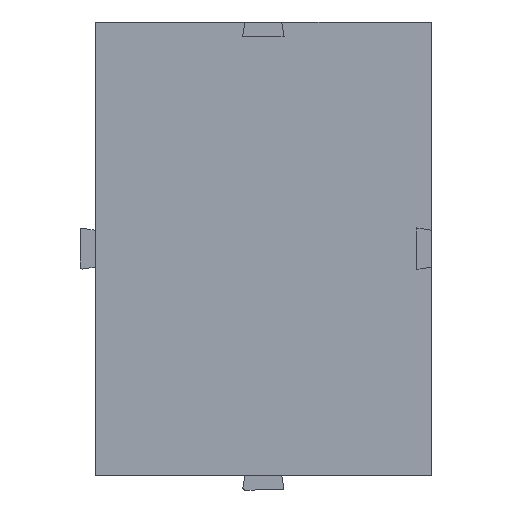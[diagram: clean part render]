
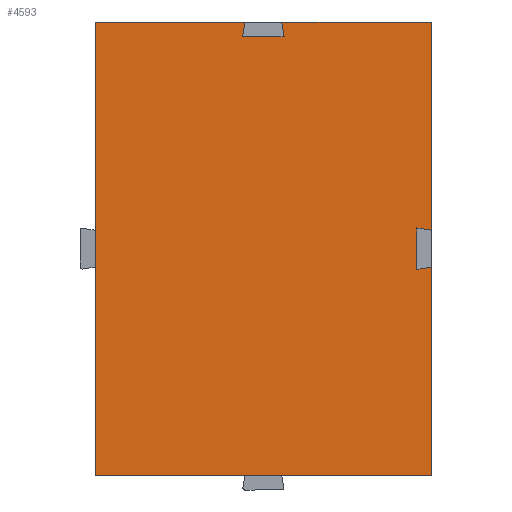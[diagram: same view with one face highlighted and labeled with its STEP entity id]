
A CAD part, front view. The second image highlights one B-rep face of the part: STEP entity #4593.
In plain terms, the highlighted planar face has unit normal (0, -1, 0).
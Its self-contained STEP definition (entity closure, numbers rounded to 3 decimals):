
#192 = DIRECTION ( 'NONE',  ( 1., 0., 0. ) ) ;
#1447 = FACE_OUTER_BOUND ( 'NONE', #34480, .T. ) ;
#1949 = CARTESIAN_POINT ( 'NONE',  ( -17.25, -4.5, -23.25 ) ) ;
#1966 = ORIENTED_EDGE ( 'NONE', *, *, #17294, .T. ) ;
#2459 = CARTESIAN_POINT ( 'NONE',  ( 17.25, -4.5, 1.9 ) ) ;
#3875 = DIRECTION ( 'NONE',  ( 0., 0., -1. ) ) ;
#4096 = LINE ( 'NONE', #20303, #28291 ) ;
#4233 = DIRECTION ( 'NONE',  ( 0.148, 0., -0.989 ) ) ;
#4593 = ADVANCED_FACE ( 'NONE', ( #1447 ), #30079, .F. ) ;
#4936 = CARTESIAN_POINT ( 'NONE',  ( 17.25, -4.5, -1.9 ) ) ;
#4964 = ORIENTED_EDGE ( 'NONE', *, *, #10396, .T. ) ;
#5824 = CARTESIAN_POINT ( 'NONE',  ( 15.75, -4.5, 2.125 ) ) ;
#6030 = CARTESIAN_POINT ( 'NONE',  ( 17.25, -4.5, 23.25 ) ) ;
#6298 = ORIENTED_EDGE ( 'NONE', *, *, #39180, .F. ) ;
#7337 = DIRECTION ( 'NONE',  ( 0., 1., 0. ) ) ;
#7632 = CARTESIAN_POINT ( 'NONE',  ( -17.25, -4.5, 23.25 ) ) ;
#8932 = CARTESIAN_POINT ( 'NONE',  ( 1.9, -4.5, 23.25 ) ) ;
#9377 = EDGE_CURVE ( 'NONE', #14895, #16334, #33776, .T. ) ;
#10338 = DIRECTION ( 'NONE',  ( 1., 0., 0. ) ) ;
#10396 = EDGE_CURVE ( 'NONE', #25266, #26138, #41245, .T. ) ;
#10550 = CARTESIAN_POINT ( 'NONE',  ( 1.9, -4.5, 23.25 ) ) ;
#10602 = VERTEX_POINT ( 'NONE', #8932 ) ;
#11808 = VERTEX_POINT ( 'NONE', #2459 ) ;
#11878 = CARTESIAN_POINT ( 'NONE',  ( 17.25, -4.5, -1.9 ) ) ;
#12124 = DIRECTION ( 'NONE',  ( -1., 0., 0. ) ) ;
#12239 = VECTOR ( 'NONE', #27422, 1000. ) ;
#12844 = ORIENTED_EDGE ( 'NONE', *, *, #29575, .T. ) ;
#13233 = AXIS2_PLACEMENT_3D ( 'NONE', #13654, #7337, #14294 ) ;
#13654 = CARTESIAN_POINT ( 'NONE',  ( 0., -4.5, 0. ) ) ;
#14294 = DIRECTION ( 'NONE',  ( 0., 0., 1. ) ) ;
#14512 = EDGE_CURVE ( 'NONE', #18890, #19285, #25579, .T. ) ;
#14605 = ORIENTED_EDGE ( 'NONE', *, *, #36696, .F. ) ;
#14710 = EDGE_CURVE ( 'NONE', #27883, #11808, #4096, .T. ) ;
#14895 = VERTEX_POINT ( 'NONE', #11878 ) ;
#15232 = VERTEX_POINT ( 'NONE', #7632 ) ;
#15766 = LINE ( 'NONE', #41470, #32562 ) ;
#16214 = VECTOR ( 'NONE', #192, 1000. ) ;
#16334 = VERTEX_POINT ( 'NONE', #17364 ) ;
#16932 = DIRECTION ( 'NONE',  ( 0., 0., -1. ) ) ;
#16990 = VECTOR ( 'NONE', #10338, 1000. ) ;
#17294 = EDGE_CURVE ( 'NONE', #34153, #11808, #21612, .T. ) ;
#17364 = CARTESIAN_POINT ( 'NONE',  ( 15.75, -4.5, -2.125 ) ) ;
#17373 = CARTESIAN_POINT ( 'NONE',  ( 2.125, -4.5, 21.75 ) ) ;
#17446 = ORIENTED_EDGE ( 'NONE', *, *, #34441, .F. ) ;
#17764 = DIRECTION ( 'NONE',  ( -0.989, 0., -0.148 ) ) ;
#18089 = EDGE_CURVE ( 'NONE', #16334, #34153, #40485, .T. ) ;
#18890 = VERTEX_POINT ( 'NONE', #24316 ) ;
#18892 = CARTESIAN_POINT ( 'NONE',  ( 1.893, -4.5, 21.75 ) ) ;
#19285 = VERTEX_POINT ( 'NONE', #1949 ) ;
#19792 = CARTESIAN_POINT ( 'NONE',  ( 17.25, -4.5, 23.25 ) ) ;
#19965 = LINE ( 'NONE', #32814, #16214 ) ;
#20205 = LINE ( 'NONE', #19792, #16990 ) ;
#20303 = CARTESIAN_POINT ( 'NONE',  ( 17.25, -4.5, 23.25 ) ) ;
#20351 = VECTOR ( 'NONE', #30605, 1000. ) ;
#21612 = LINE ( 'NONE', #5824, #29620 ) ;
#22268 = DIRECTION ( 'NONE',  ( -1., 0., 0. ) ) ;
#23031 = LINE ( 'NONE', #39032, #31694 ) ;
#23575 = ORIENTED_EDGE ( 'NONE', *, *, #14512, .F. ) ;
#24211 = CARTESIAN_POINT ( 'NONE',  ( -2.125, -4.5, 21.75 ) ) ;
#24316 = CARTESIAN_POINT ( 'NONE',  ( 17.25, -4.5, -23.25 ) ) ;
#24483 = VECTOR ( 'NONE', #4233, 1000. ) ;
#25266 = VERTEX_POINT ( 'NONE', #17373 ) ;
#25579 = LINE ( 'NONE', #28742, #29644 ) ;
#26138 = VERTEX_POINT ( 'NONE', #24211 ) ;
#26776 = ORIENTED_EDGE ( 'NONE', *, *, #40381, .T. ) ;
#26850 = ORIENTED_EDGE ( 'NONE', *, *, #40697, .F. ) ;
#27028 = LINE ( 'NONE', #40504, #20351 ) ;
#27422 = DIRECTION ( 'NONE',  ( 0., 0., 1. ) ) ;
#27883 = VERTEX_POINT ( 'NONE', #6030 ) ;
#28291 = VECTOR ( 'NONE', #16932, 1000. ) ;
#28742 = CARTESIAN_POINT ( 'NONE',  ( 17.25, -4.5, -23.25 ) ) ;
#28819 = DIRECTION ( 'NONE',  ( 0., 0., 1. ) ) ;
#28858 = CARTESIAN_POINT ( 'NONE',  ( -1.9, -4.5, 23.25 ) ) ;
#29575 = EDGE_CURVE ( 'NONE', #26138, #31928, #27028, .T. ) ;
#29620 = VECTOR ( 'NONE', #31503, 1000. ) ;
#29644 = VECTOR ( 'NONE', #12124, 1000. ) ;
#30079 = PLANE ( 'NONE',  #13233 ) ;
#30605 = DIRECTION ( 'NONE',  ( 0.148, 0., 0.989 ) ) ;
#31503 = DIRECTION ( 'NONE',  ( 0.989, 0., -0.148 ) ) ;
#31694 = VECTOR ( 'NONE', #3875, 1000. ) ;
#31928 = VERTEX_POINT ( 'NONE', #28858 ) ;
#32562 = VECTOR ( 'NONE', #28819, 1000. ) ;
#32814 = CARTESIAN_POINT ( 'NONE',  ( 17.25, -4.5, 23.25 ) ) ;
#32820 = VECTOR ( 'NONE', #22268, 1000. ) ;
#33776 = LINE ( 'NONE', #4936, #34103 ) ;
#34038 = ORIENTED_EDGE ( 'NONE', *, *, #18089, .T. ) ;
#34103 = VECTOR ( 'NONE', #17764, 1000. ) ;
#34153 = VERTEX_POINT ( 'NONE', #39877 ) ;
#34441 = EDGE_CURVE ( 'NONE', #15232, #31928, #19965, .T. ) ;
#34480 = EDGE_LOOP ( 'NONE', ( #14605, #40358, #34038, #1966, #36582, #6298, #26776, #4964, #12844, #17446, #26850, #23575 ) ) ;
#36582 = ORIENTED_EDGE ( 'NONE', *, *, #14710, .F. ) ;
#36655 = LINE ( 'NONE', #10550, #24483 ) ;
#36696 = EDGE_CURVE ( 'NONE', #14895, #18890, #23031, .T. ) ;
#36910 = CARTESIAN_POINT ( 'NONE',  ( 15.75, -4.5, -1.893 ) ) ;
#39032 = CARTESIAN_POINT ( 'NONE',  ( 17.25, -4.5, 23.25 ) ) ;
#39180 = EDGE_CURVE ( 'NONE', #10602, #27883, #20205, .T. ) ;
#39877 = CARTESIAN_POINT ( 'NONE',  ( 15.75, -4.5, 2.125 ) ) ;
#40358 = ORIENTED_EDGE ( 'NONE', *, *, #9377, .T. ) ;
#40381 = EDGE_CURVE ( 'NONE', #10602, #25266, #36655, .T. ) ;
#40485 = LINE ( 'NONE', #36910, #12239 ) ;
#40504 = CARTESIAN_POINT ( 'NONE',  ( -2.125, -4.5, 21.75 ) ) ;
#40697 = EDGE_CURVE ( 'NONE', #19285, #15232, #15766, .T. ) ;
#41245 = LINE ( 'NONE', #18892, #32820 ) ;
#41470 = CARTESIAN_POINT ( 'NONE',  ( -17.25, -4.5, 23.25 ) ) ;
